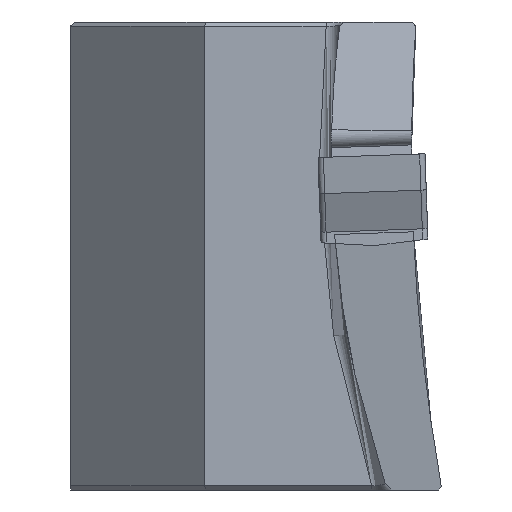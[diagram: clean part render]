
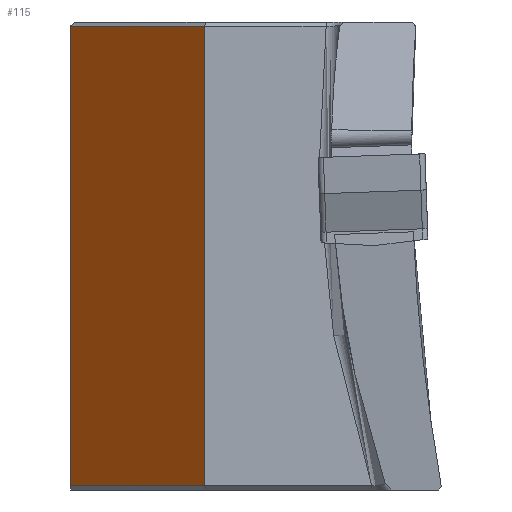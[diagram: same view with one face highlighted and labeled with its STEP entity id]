
A CAD part, left-side view. The second image highlights one B-rep face of the part: STEP entity #115.
In plain terms, the highlighted planar face has unit normal (-0.707, 0.707, 0).
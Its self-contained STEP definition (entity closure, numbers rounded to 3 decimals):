
#115=ADVANCED_FACE('',(#226),#177,.T.);
#177=PLANE('',#1234);
#226=FACE_OUTER_BOUND('',#291,.T.);
#291=EDGE_LOOP('',(#438,#439,#440,#441));
#438=ORIENTED_EDGE('',*,*,#852,.F.);
#439=ORIENTED_EDGE('',*,*,#856,.T.);
#440=ORIENTED_EDGE('',*,*,#804,.F.);
#441=ORIENTED_EDGE('',*,*,#857,.T.);
#698=VERTEX_POINT('',#1648);
#699=VERTEX_POINT('',#1649);
#737=VERTEX_POINT('',#1802);
#738=VERTEX_POINT('',#1804);
#804=EDGE_CURVE('',#698,#699,#966,.T.);
#852=EDGE_CURVE('',#737,#738,#998,.T.);
#856=EDGE_CURVE('',#737,#699,#1000,.T.);
#857=EDGE_CURVE('',#698,#738,#1001,.T.);
#966=LINE('',#1647,#1090);
#998=LINE('',#1803,#1122);
#1000=LINE('',#1824,#1124);
#1001=LINE('',#1825,#1125);
#1090=VECTOR('',#1321,1.);
#1122=VECTOR('',#1395,1.);
#1124=VECTOR('',#1401,1.);
#1125=VECTOR('',#1402,1.);
#1234=AXIS2_PLACEMENT_3D('',#1826,#1403,#1404);
#1321=DIRECTION('',(0.,0.,1.));
#1395=DIRECTION('',(0.,0.,-1.));
#1401=DIRECTION('',(0.707,0.707,0.));
#1402=DIRECTION('',(-0.707,-0.707,0.));
#1403=DIRECTION('',(-0.707,0.707,0.));
#1404=DIRECTION('',(0.,0.,-1.));
#1647=CARTESIAN_POINT('',(46.,0.,-25.));
#1648=CARTESIAN_POINT('',(46.,0.,-24.7));
#1649=CARTESIAN_POINT('',(46.,0.,9.7));
#1802=CARTESIAN_POINT('',(36.,-10.,9.7));
#1803=CARTESIAN_POINT('',(36.,-10.,10.));
#1804=CARTESIAN_POINT('',(36.,-10.,-24.7));
#1824=CARTESIAN_POINT('',(36.,-10.,9.7));
#1825=CARTESIAN_POINT('',(46.,0.,-24.7));
#1826=CARTESIAN_POINT('',(36.,-10.,0.));
